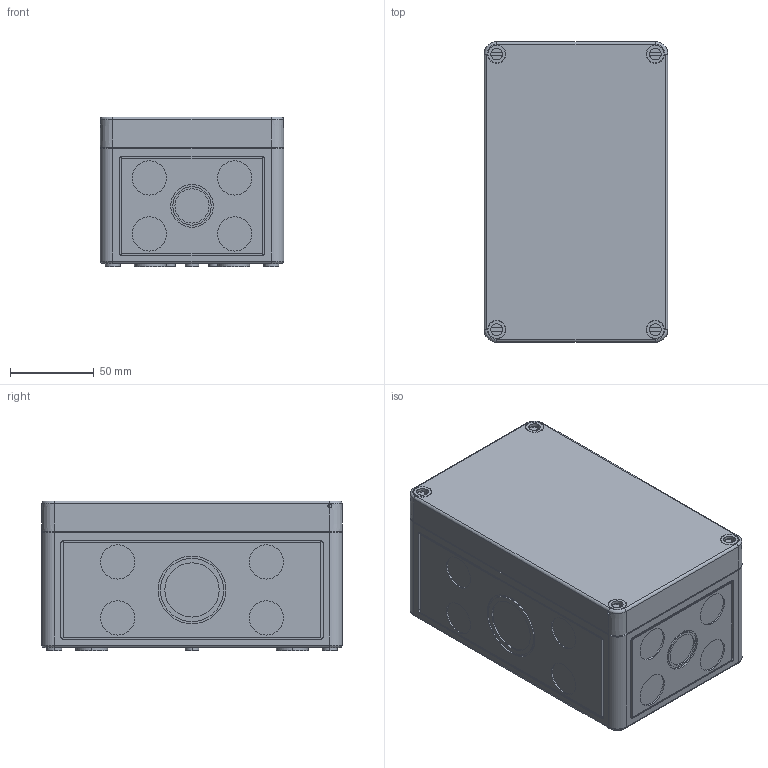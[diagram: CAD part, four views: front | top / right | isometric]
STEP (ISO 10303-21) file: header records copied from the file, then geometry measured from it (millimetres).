
FILE_DESCRIPTION (( 'STEP AP203' ), '1' );
FILE_NAME ('60111815.step', '2014-12-03T15:00:35', ( 'Windows-Benutzer' ), ( '' ), 'SwSTEP 2.0', 'SolidWorks 2014', '' );
FILE_SCHEMA (( 'CONFIG_CONTROL_DESIGN' ));
Length unit declared in the file: millimetre
Products named in the file (4): Kasten_TK1811-m60111815; Deckel_TK1811-960111815; Schraube_TK34mm-grau60111815; 60111815
Assembly tree (6 placements, depth 2):
  60111815
    Kasten_TK1811-m60111815
    Deckel_TK1811-960111815
    Schraube_TK34mm-grau60111815  x4
Bounding box: 110 x 180 x 89.7 mm (x, y, z)
Volume: 310026.7 mm3; surface area: 202684.2 mm2
Topology: 6 solids, 6 shells, 815 faces, 2030 edges, 1324 vertices
Faces by surface type: plane 413, cylinder 314, cone 72, torus 16
Entity records: 21136 total; most frequent: DIRECTION 3742, CARTESIAN_POINT 3704, ORIENTED_EDGE 3400, EDGE_CURVE 1700, AXIS2_PLACEMENT_3D 1390, VERTEX_POINT 1108, VECTOR 962, LINE 962
